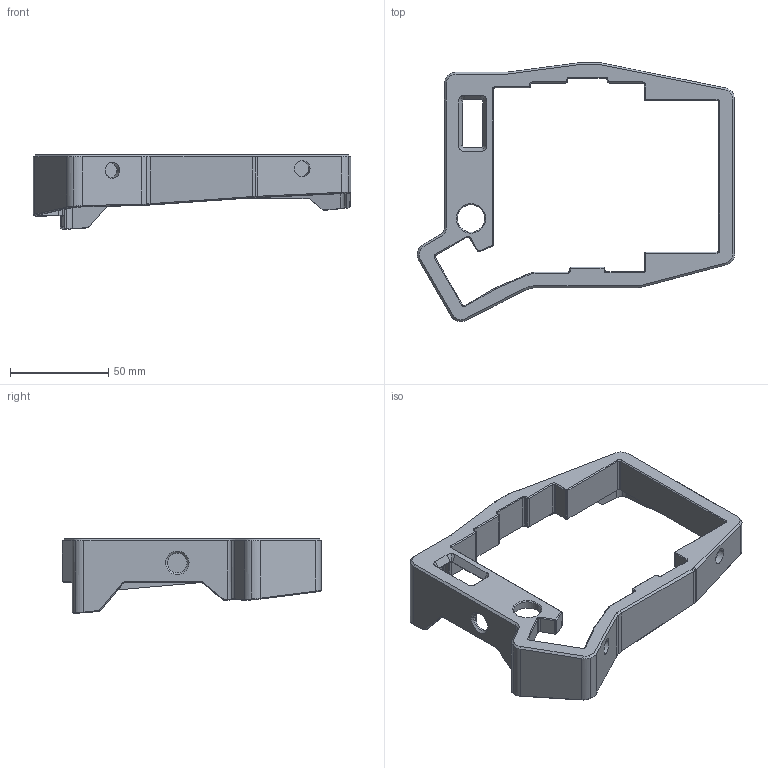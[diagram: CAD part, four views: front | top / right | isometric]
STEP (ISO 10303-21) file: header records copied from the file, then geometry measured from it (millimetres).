
FILE_DESCRIPTION (( 'STEP AP214' ), '1' );
FILE_NAME ('R-Top.STEP', '2024-01-25T16:19:48', ( '' ), ( '' ), 'SwSTEP 2.0', 'SolidWorks 2023', '' );
FILE_SCHEMA (( 'AUTOMOTIVE_DESIGN' ));
Length unit declared in the file: millimetre
Products named in the file (1): R-Top
Bounding box: 161.64 x 132.03 x 37.93 mm (x, y, z)
Volume: 77956.7 mm3; surface area: 36296.3 mm2
Topology: 1 solids, 1 shells, 489 faces, 1261 edges, 773 vertices
Faces by surface type: cylinder 183, plane 157, cone 108, bspline 39, torus 2
Entity records: 15401 total; most frequent: CARTESIAN_POINT 3565, ORIENTED_EDGE 2502, DIRECTION 2473, EDGE_CURVE 1251, AXIS2_PLACEMENT_3D 869, VERTEX_POINT 773, LINE 735, VECTOR 735
